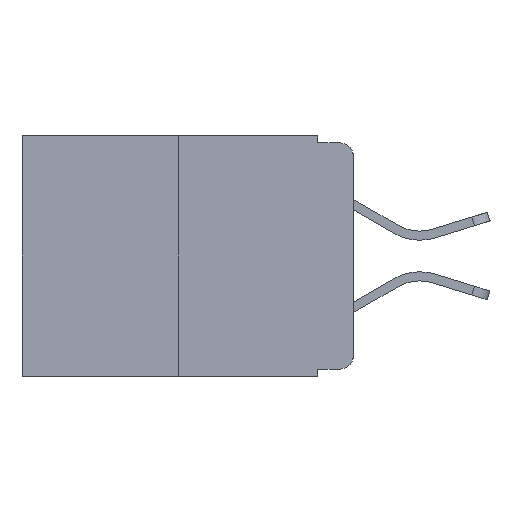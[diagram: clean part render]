
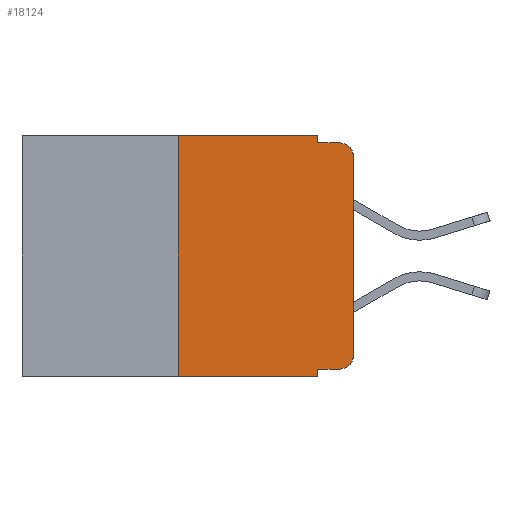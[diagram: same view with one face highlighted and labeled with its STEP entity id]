
A CAD part, left-side view. The second image highlights one B-rep face of the part: STEP entity #18124.
In plain terms, the highlighted planar face has unit normal (-1, 0, 0).
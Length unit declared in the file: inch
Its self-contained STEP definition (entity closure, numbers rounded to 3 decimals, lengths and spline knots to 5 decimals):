
#31 = VERTEX_POINT ( 'NONE', #2416 ) ;
#419 = CARTESIAN_POINT ( 'NONE',  ( 0., 0.051, 0. ) ) ;
#509 = PLANE ( 'NONE',  #5656 ) ;
#1247 = CARTESIAN_POINT ( 'NONE',  ( 0., 0.02, -0.333 ) ) ;
#1264 = ORIENTED_EDGE ( 'NONE', *, *, #20360, .T. ) ;
#1672 = EDGE_CURVE ( 'NONE', #4914, #7939, #12411, .T. ) ;
#2134 = DIRECTION ( 'NONE',  ( 0., 0., -1. ) ) ;
#2416 = CARTESIAN_POINT ( 'NONE',  ( 0., 0., -0.313 ) ) ;
#2434 = CARTESIAN_POINT ( 'NONE',  ( 0., 0.051, 0. ) ) ;
#2604 = LINE ( 'NONE', #2434, #20319 ) ;
#3256 = CARTESIAN_POINT ( 'NONE',  ( 0., 0.051, -0.333 ) ) ;
#3946 = VERTEX_POINT ( 'NONE', #14269 ) ;
#4061 = EDGE_CURVE ( 'NONE', #12322, #5379, #19219, .T. ) ;
#4108 = CARTESIAN_POINT ( 'NONE',  ( 0., 0.473, 0. ) ) ;
#4142 = VERTEX_POINT ( 'NONE', #18342 ) ;
#4391 = CARTESIAN_POINT ( 'NONE',  ( 0., 0.051, -0.01 ) ) ;
#4651 = EDGE_CURVE ( 'NONE', #31, #22098, #22187, .T. ) ;
#4740 = DIRECTION ( 'NONE',  ( 0., -1., 0. ) ) ;
#4852 = ORIENTED_EDGE ( 'NONE', *, *, #4651, .T. ) ;
#4914 = VERTEX_POINT ( 'NONE', #16797 ) ;
#5379 = VERTEX_POINT ( 'NONE', #16406 ) ;
#5435 = VECTOR ( 'NONE', #10846, 39.37008 ) ;
#5653 = VECTOR ( 'NONE', #2134, 39.37008 ) ;
#5656 = AXIS2_PLACEMENT_3D ( 'NONE', #4108, #7723, #20042 ) ;
#5726 = CARTESIAN_POINT ( 'NONE',  ( 0., 0.051, 0. ) ) ;
#6156 = ORIENTED_EDGE ( 'NONE', *, *, #8780, .F. ) ;
#6378 = VECTOR ( 'NONE', #13229, 39.37008 ) ;
#7160 = CARTESIAN_POINT ( 'NONE',  ( 0., 0.473, 0. ) ) ;
#7225 = EDGE_CURVE ( 'NONE', #5379, #3946, #19911, .T. ) ;
#7397 = ORIENTED_EDGE ( 'NONE', *, *, #12920, .F. ) ;
#7631 = ORIENTED_EDGE ( 'NONE', *, *, #17749, .T. ) ;
#7641 = CARTESIAN_POINT ( 'NONE',  ( 0., 0.051, -0.343 ) ) ;
#7723 = DIRECTION ( 'NONE',  ( 1., 0., 0. ) ) ;
#7939 = VERTEX_POINT ( 'NONE', #20371 ) ;
#8103 = DIRECTION ( 'NONE',  ( -1., 0., 0. ) ) ;
#8572 = EDGE_CURVE ( 'NONE', #19650, #31, #15793, .T. ) ;
#8780 = EDGE_CURVE ( 'NONE', #7939, #12322, #20688, .T. ) ;
#8966 = CARTESIAN_POINT ( 'NONE',  ( 0., 0., -0.03 ) ) ;
#9338 = LINE ( 'NONE', #18760, #22782 ) ;
#9566 = DIRECTION ( 'NONE',  ( 0., 0., -1. ) ) ;
#9844 = CARTESIAN_POINT ( 'NONE',  ( 0., 0.02, -0.03 ) ) ;
#10543 = ORIENTED_EDGE ( 'NONE', *, *, #4061, .F. ) ;
#10580 = ORIENTED_EDGE ( 'NONE', *, *, #11946, .T. ) ;
#10654 = ORIENTED_EDGE ( 'NONE', *, *, #7225, .F. ) ;
#10661 = EDGE_LOOP ( 'NONE', ( #4852, #7631, #10654, #10543, #6156, #21773, #10580, #7397, #1264, #18598 ) ) ;
#10846 = DIRECTION ( 'NONE',  ( 0., -1., 0. ) ) ;
#10901 = CARTESIAN_POINT ( 'NONE',  ( 0., 0., 0. ) ) ;
#11664 = DIRECTION ( 'NONE',  ( 0., 0., -1. ) ) ;
#11820 = VECTOR ( 'NONE', #16215, 39.37008 ) ;
#11938 = VECTOR ( 'NONE', #19494, 39.37008 ) ;
#11946 = EDGE_CURVE ( 'NONE', #4914, #20001, #9338, .T. ) ;
#12322 = VERTEX_POINT ( 'NONE', #419 ) ;
#12411 = LINE ( 'NONE', #14075, #17051 ) ;
#12568 = AXIS2_PLACEMENT_3D ( 'NONE', #9844, #22107, #11664 ) ;
#12920 = EDGE_CURVE ( 'NONE', #4142, #20001, #2604, .T. ) ;
#13229 = DIRECTION ( 'NONE',  ( 0., -1., 0. ) ) ;
#14075 = CARTESIAN_POINT ( 'NONE',  ( 0., 0.25, 0. ) ) ;
#14269 = CARTESIAN_POINT ( 'NONE',  ( 0., 0.02, -0.01 ) ) ;
#15622 = CIRCLE ( 'NONE', #12568, 0.02 ) ;
#15793 = CIRCLE ( 'NONE', #16481, 0.02 ) ;
#16126 = FACE_OUTER_BOUND ( 'NONE', #10661, .T. ) ;
#16215 = DIRECTION ( 'NONE',  ( 0., 0., 1. ) ) ;
#16406 = CARTESIAN_POINT ( 'NONE',  ( 0., 0.051, -0.01 ) ) ;
#16481 = AXIS2_PLACEMENT_3D ( 'NONE', #18660, #8103, #20418 ) ;
#16797 = CARTESIAN_POINT ( 'NONE',  ( 0., 0.25, -0.343 ) ) ;
#17051 = VECTOR ( 'NONE', #22741, 39.37008 ) ;
#17749 = EDGE_CURVE ( 'NONE', #22098, #3946, #15622, .T. ) ;
#18124 = ADVANCED_FACE ( 'NONE', ( #16126 ), #509, .F. ) ;
#18342 = CARTESIAN_POINT ( 'NONE',  ( 0., 0.051, -0.333 ) ) ;
#18598 = ORIENTED_EDGE ( 'NONE', *, *, #8572, .T. ) ;
#18660 = CARTESIAN_POINT ( 'NONE',  ( 0., 0.02, -0.313 ) ) ;
#18760 = CARTESIAN_POINT ( 'NONE',  ( 0., 0.473, -0.343 ) ) ;
#19219 = LINE ( 'NONE', #5726, #5653 ) ;
#19494 = DIRECTION ( 'NONE',  ( 0., -1., 0. ) ) ;
#19650 = VERTEX_POINT ( 'NONE', #1247 ) ;
#19911 = LINE ( 'NONE', #4391, #6378 ) ;
#20001 = VERTEX_POINT ( 'NONE', #7641 ) ;
#20042 = DIRECTION ( 'NONE',  ( 0., 0., -1. ) ) ;
#20092 = LINE ( 'NONE', #3256, #5435 ) ;
#20319 = VECTOR ( 'NONE', #9566, 39.37008 ) ;
#20360 = EDGE_CURVE ( 'NONE', #4142, #19650, #20092, .T. ) ;
#20371 = CARTESIAN_POINT ( 'NONE',  ( 0., 0.25, 0. ) ) ;
#20418 = DIRECTION ( 'NONE',  ( 0., 0., -1. ) ) ;
#20688 = LINE ( 'NONE', #7160, #11938 ) ;
#21773 = ORIENTED_EDGE ( 'NONE', *, *, #1672, .F. ) ;
#22098 = VERTEX_POINT ( 'NONE', #8966 ) ;
#22107 = DIRECTION ( 'NONE',  ( -1., 0., 0. ) ) ;
#22187 = LINE ( 'NONE', #10901, #11820 ) ;
#22741 = DIRECTION ( 'NONE',  ( 0., 0., 1. ) ) ;
#22782 = VECTOR ( 'NONE', #4740, 39.37008 ) ;
